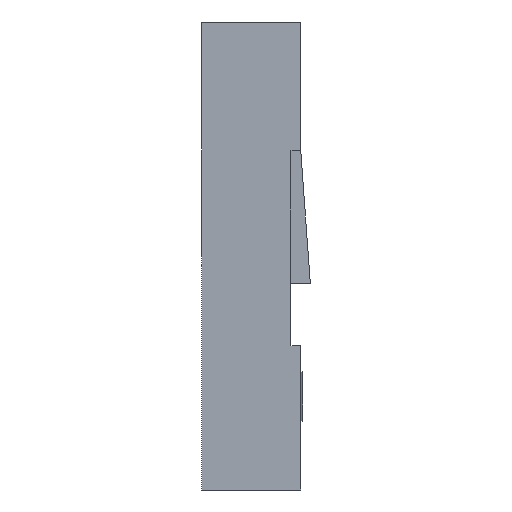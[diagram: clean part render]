
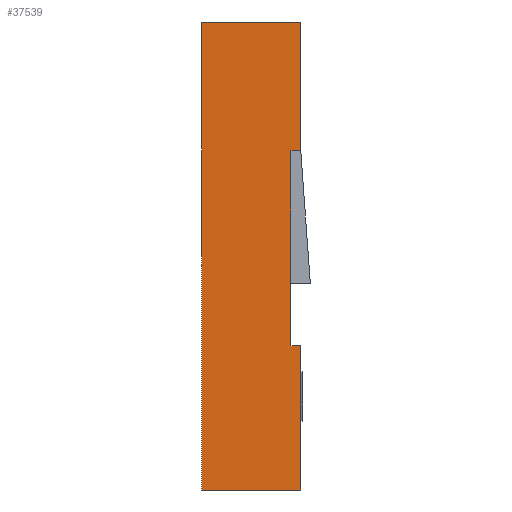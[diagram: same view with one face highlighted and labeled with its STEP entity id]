
A CAD part, left-side view. The second image highlights one B-rep face of the part: STEP entity #37539.
In plain terms, the highlighted planar face has unit normal (-1, 0, 0).
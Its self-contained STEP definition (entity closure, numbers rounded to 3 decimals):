
#457 = ORIENTED_EDGE ( 'NONE', *, *, #16083, .T. ) ;
#1114 = DIRECTION ( 'NONE',  ( 0., 1., 0. ) ) ;
#1209 = VERTEX_POINT ( 'NONE', #36686 ) ;
#1496 = ORIENTED_EDGE ( 'NONE', *, *, #22517, .F. ) ;
#1518 = VECTOR ( 'NONE', #30926, 1000. ) ;
#2225 = VERTEX_POINT ( 'NONE', #24168 ) ;
#2370 = VERTEX_POINT ( 'NONE', #31121 ) ;
#2908 = EDGE_CURVE ( 'NONE', #19630, #30986, #34322, .T. ) ;
#2927 = CARTESIAN_POINT ( 'NONE',  ( -31.75, -1.02, 3.7 ) ) ;
#3426 = CARTESIAN_POINT ( 'NONE',  ( -31.75, 0., 0. ) ) ;
#3612 = CARTESIAN_POINT ( 'NONE',  ( -31.75, -1.27, 3.7 ) ) ;
#3857 = DIRECTION ( 'NONE',  ( 0., 0., -1. ) ) ;
#5282 = EDGE_CURVE ( 'NONE', #20870, #2225, #8445, .T. ) ;
#5739 = CARTESIAN_POINT ( 'NONE',  ( -31.75, 4.588, 3.7 ) ) ;
#6954 = DIRECTION ( 'NONE',  ( 0., -1., 0. ) ) ;
#7032 = CARTESIAN_POINT ( 'NONE',  ( -31.75, -1.27, 12. ) ) ;
#8445 = LINE ( 'NONE', #40045, #21449 ) ;
#9176 = VECTOR ( 'NONE', #32087, 1000. ) ;
#9953 = LINE ( 'NONE', #14110, #13033 ) ;
#10008 = LINE ( 'NONE', #25243, #27650 ) ;
#10248 = EDGE_CURVE ( 'NONE', #34673, #2370, #35808, .T. ) ;
#13033 = VECTOR ( 'NONE', #27204, 1000. ) ;
#14064 = CARTESIAN_POINT ( 'NONE',  ( -31.75, 1.27, 12. ) ) ;
#14110 = CARTESIAN_POINT ( 'NONE',  ( -31.75, -1.27, 12. ) ) ;
#15895 = LINE ( 'NONE', #34970, #9176 ) ;
#16083 = EDGE_CURVE ( 'NONE', #42195, #1209, #15895, .T. ) ;
#16356 = ORIENTED_EDGE ( 'NONE', *, *, #2908, .F. ) ;
#17055 = DIRECTION ( 'NONE',  ( 0., -1., 0. ) ) ;
#17094 = LINE ( 'NONE', #14064, #1518 ) ;
#19630 = VERTEX_POINT ( 'NONE', #2927 ) ;
#20423 = CARTESIAN_POINT ( 'NONE',  ( -31.75, 1.27, 0. ) ) ;
#20870 = VERTEX_POINT ( 'NONE', #31145 ) ;
#20975 = DIRECTION ( 'NONE',  ( 1., 0., 0. ) ) ;
#21449 = VECTOR ( 'NONE', #6954, 1000. ) ;
#22517 = EDGE_CURVE ( 'NONE', #2225, #1209, #9953, .T. ) ;
#22713 = FACE_OUTER_BOUND ( 'NONE', #27624, .T. ) ;
#24168 = CARTESIAN_POINT ( 'NONE',  ( -31.75, -1.27, 12. ) ) ;
#25243 = CARTESIAN_POINT ( 'NONE',  ( -31.75, -1.02, 8.7 ) ) ;
#26493 = VECTOR ( 'NONE', #3857, 1000. ) ;
#26808 = EDGE_CURVE ( 'NONE', #20870, #34673, #17094, .T. ) ;
#27204 = DIRECTION ( 'NONE',  ( 0., 0., -1. ) ) ;
#27624 = EDGE_LOOP ( 'NONE', ( #40842, #457, #1496, #35255, #38334, #30954, #32215, #16356 ) ) ;
#27650 = VECTOR ( 'NONE', #32392, 1000. ) ;
#30455 = PLANE ( 'NONE',  #38368 ) ;
#30926 = DIRECTION ( 'NONE',  ( 0., 0., -1. ) ) ;
#30954 = ORIENTED_EDGE ( 'NONE', *, *, #10248, .T. ) ;
#30986 = VERTEX_POINT ( 'NONE', #3612 ) ;
#31121 = CARTESIAN_POINT ( 'NONE',  ( -31.75, -1.27, 0. ) ) ;
#31145 = CARTESIAN_POINT ( 'NONE',  ( -31.75, 1.27, 12. ) ) ;
#32087 = DIRECTION ( 'NONE',  ( 0., -1., 0. ) ) ;
#32215 = ORIENTED_EDGE ( 'NONE', *, *, #32609, .F. ) ;
#32392 = DIRECTION ( 'NONE',  ( 0., 0., 1. ) ) ;
#32609 = EDGE_CURVE ( 'NONE', #30986, #2370, #41527, .T. ) ;
#32647 = DIRECTION ( 'NONE',  ( 0., -1., 0. ) ) ;
#34309 = CARTESIAN_POINT ( 'NONE',  ( -31.75, 0., 12. ) ) ;
#34322 = LINE ( 'NONE', #5739, #37485 ) ;
#34673 = VERTEX_POINT ( 'NONE', #20423 ) ;
#34970 = CARTESIAN_POINT ( 'NONE',  ( -31.75, 4.588, 8.7 ) ) ;
#35255 = ORIENTED_EDGE ( 'NONE', *, *, #5282, .F. ) ;
#35808 = LINE ( 'NONE', #3426, #41468 ) ;
#36686 = CARTESIAN_POINT ( 'NONE',  ( -31.75, -1.27, 8.7 ) ) ;
#37485 = VECTOR ( 'NONE', #32647, 1000. ) ;
#37539 = ADVANCED_FACE ( 'NONE', ( #22713 ), #30455, .F. ) ;
#38334 = ORIENTED_EDGE ( 'NONE', *, *, #26808, .T. ) ;
#38368 = AXIS2_PLACEMENT_3D ( 'NONE', #34309, #20975, #1114 ) ;
#38765 = EDGE_CURVE ( 'NONE', #19630, #42195, #10008, .T. ) ;
#40045 = CARTESIAN_POINT ( 'NONE',  ( -31.75, 0., 12. ) ) ;
#40842 = ORIENTED_EDGE ( 'NONE', *, *, #38765, .T. ) ;
#41468 = VECTOR ( 'NONE', #17055, 1000. ) ;
#41525 = CARTESIAN_POINT ( 'NONE',  ( -31.75, -1.02, 8.7 ) ) ;
#41527 = LINE ( 'NONE', #7032, #26493 ) ;
#42195 = VERTEX_POINT ( 'NONE', #41525 ) ;
